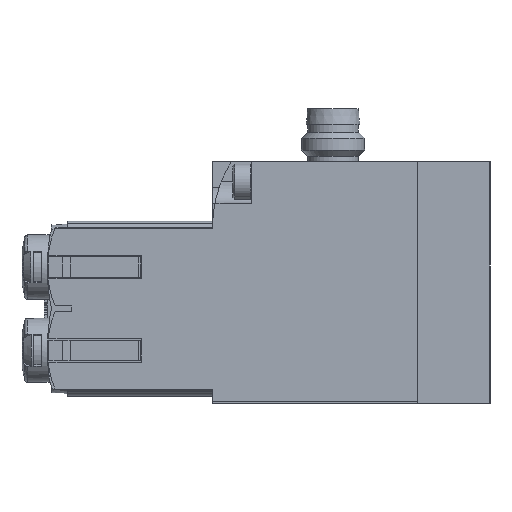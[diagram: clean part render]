
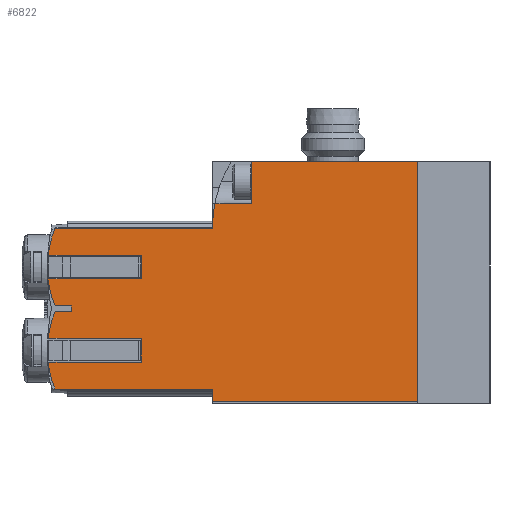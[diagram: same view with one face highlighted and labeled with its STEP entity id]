
A CAD part, left-side view. The second image highlights one B-rep face of the part: STEP entity #6822.
In plain terms, the highlighted planar face has unit normal (-1, 0, 0).
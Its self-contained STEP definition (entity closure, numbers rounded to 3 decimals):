
#170=LINE('',#10856,#699);
#182=LINE('',#10879,#711);
#183=LINE('',#10881,#712);
#184=LINE('',#10885,#713);
#185=LINE('',#10887,#714);
#186=LINE('',#10889,#715);
#187=LINE('',#10893,#716);
#188=LINE('',#10895,#717);
#189=LINE('',#10897,#718);
#190=LINE('',#10901,#719);
#191=LINE('',#10903,#720);
#192=LINE('',#10905,#721);
#193=LINE('',#10909,#722);
#194=LINE('',#10911,#723);
#195=LINE('',#10913,#724);
#196=LINE('',#10915,#725);
#197=LINE('',#10916,#726);
#699=VECTOR('',#8500,1000.);
#711=VECTOR('',#8516,1000.);
#712=VECTOR('',#8517,1000.);
#713=VECTOR('',#8520,1000.);
#714=VECTOR('',#8521,1000.);
#715=VECTOR('',#8522,1000.);
#716=VECTOR('',#8525,1000.);
#717=VECTOR('',#8526,1000.);
#718=VECTOR('',#8527,1000.);
#719=VECTOR('',#8530,1000.);
#720=VECTOR('',#8531,1000.);
#721=VECTOR('',#8532,1000.);
#722=VECTOR('',#8535,1000.);
#723=VECTOR('',#8536,1000.);
#724=VECTOR('',#8537,1000.);
#725=VECTOR('',#8538,1000.);
#726=VECTOR('',#8539,1000.);
#1195=PLANE('',#7432);
#1928=ORIENTED_EDGE('',*,*,#3585,.F.);
#1929=ORIENTED_EDGE('',*,*,#3564,.F.);
#1930=ORIENTED_EDGE('',*,*,#3586,.F.);
#1931=ORIENTED_EDGE('',*,*,#3587,.F.);
#1932=ORIENTED_EDGE('',*,*,#3588,.F.);
#1933=ORIENTED_EDGE('',*,*,#3589,.F.);
#1934=ORIENTED_EDGE('',*,*,#3590,.F.);
#1935=ORIENTED_EDGE('',*,*,#3591,.F.);
#1936=ORIENTED_EDGE('',*,*,#3592,.F.);
#1937=ORIENTED_EDGE('',*,*,#3593,.F.);
#1938=ORIENTED_EDGE('',*,*,#3594,.F.);
#1939=ORIENTED_EDGE('',*,*,#3595,.F.);
#1940=ORIENTED_EDGE('',*,*,#3596,.F.);
#1941=ORIENTED_EDGE('',*,*,#3597,.F.);
#1942=ORIENTED_EDGE('',*,*,#3598,.F.);
#1943=ORIENTED_EDGE('',*,*,#3599,.F.);
#1944=ORIENTED_EDGE('',*,*,#3600,.F.);
#1945=ORIENTED_EDGE('',*,*,#3601,.F.);
#1946=ORIENTED_EDGE('',*,*,#3602,.F.);
#1947=ORIENTED_EDGE('',*,*,#3603,.F.);
#1948=ORIENTED_EDGE('',*,*,#3573,.F.);
#1949=ORIENTED_EDGE('',*,*,#3604,.F.);
#3564=EDGE_CURVE('',#4464,#4465,#5074,.T.);
#3573=EDGE_CURVE('',#4472,#4473,#170,.T.);
#3585=EDGE_CURVE('',#4465,#4482,#182,.T.);
#3586=EDGE_CURVE('',#4483,#4464,#183,.T.);
#3587=EDGE_CURVE('',#4484,#4483,#5077,.T.);
#3588=EDGE_CURVE('',#4485,#4484,#184,.T.);
#3589=EDGE_CURVE('',#4486,#4485,#185,.T.);
#3590=EDGE_CURVE('',#4487,#4486,#186,.T.);
#3591=EDGE_CURVE('',#4488,#4487,#5078,.T.);
#3592=EDGE_CURVE('',#4489,#4488,#187,.T.);
#3593=EDGE_CURVE('',#4490,#4489,#188,.T.);
#3594=EDGE_CURVE('',#4491,#4490,#189,.T.);
#3595=EDGE_CURVE('',#4492,#4491,#5079,.T.);
#3596=EDGE_CURVE('',#4493,#4492,#190,.T.);
#3597=EDGE_CURVE('',#4494,#4493,#191,.T.);
#3598=EDGE_CURVE('',#4495,#4494,#192,.T.);
#3599=EDGE_CURVE('',#4496,#4495,#5080,.T.);
#3600=EDGE_CURVE('',#4497,#4496,#193,.T.);
#3601=EDGE_CURVE('',#4498,#4497,#194,.T.);
#3602=EDGE_CURVE('',#4499,#4498,#195,.T.);
#3603=EDGE_CURVE('',#4473,#4499,#196,.T.);
#3604=EDGE_CURVE('',#4482,#4472,#197,.T.);
#4464=VERTEX_POINT('',#10833);
#4465=VERTEX_POINT('',#10835);
#4472=VERTEX_POINT('',#10855);
#4473=VERTEX_POINT('',#10857);
#4482=VERTEX_POINT('',#10880);
#4483=VERTEX_POINT('',#10882);
#4484=VERTEX_POINT('',#10884);
#4485=VERTEX_POINT('',#10886);
#4486=VERTEX_POINT('',#10888);
#4487=VERTEX_POINT('',#10890);
#4488=VERTEX_POINT('',#10892);
#4489=VERTEX_POINT('',#10894);
#4490=VERTEX_POINT('',#10896);
#4491=VERTEX_POINT('',#10898);
#4492=VERTEX_POINT('',#10900);
#4493=VERTEX_POINT('',#10902);
#4494=VERTEX_POINT('',#10904);
#4495=VERTEX_POINT('',#10906);
#4496=VERTEX_POINT('',#10908);
#4497=VERTEX_POINT('',#10910);
#4498=VERTEX_POINT('',#10912);
#4499=VERTEX_POINT('',#10914);
#5074=CIRCLE('',#7427,16.);
#5077=CIRCLE('',#7433,12.5);
#5078=CIRCLE('',#7434,12.5);
#5079=CIRCLE('',#7435,12.5);
#5080=CIRCLE('',#7436,12.5);
#5513=EDGE_LOOP('',(#1928,#1929,#1930,#1931,#1932,#1933,#1934,#1935,#1936,
#1937,#1938,#1939,#1940,#1941,#1942,#1943,#1944,#1945,#1946,#1947,#1948,
#1949));
#6174=FACE_BOUND('',#5513,.T.);
#6822=ADVANCED_FACE('',(#6174),#1195,.F.);
#7427=AXIS2_PLACEMENT_3D('',#10834,#8487,#8488);
#7432=AXIS2_PLACEMENT_3D('',#10878,#8514,#8515);
#7433=AXIS2_PLACEMENT_3D('',#10883,#8518,#8519);
#7434=AXIS2_PLACEMENT_3D('',#10891,#8523,#8524);
#7435=AXIS2_PLACEMENT_3D('',#10899,#8528,#8529);
#7436=AXIS2_PLACEMENT_3D('',#10907,#8533,#8534);
#8487=DIRECTION('',(1.,0.,0.));
#8488=DIRECTION('',(0.,0.,-1.));
#8500=DIRECTION('',(0.,-1.,0.));
#8514=DIRECTION('',(1.,0.,0.));
#8515=DIRECTION('',(0.,0.,-1.));
#8516=DIRECTION('',(0.,-1.,0.));
#8517=DIRECTION('',(0.,-1.,0.));
#8518=DIRECTION('',(1.,0.,0.));
#8519=DIRECTION('',(0.,0.,-1.));
#8520=DIRECTION('',(0.,1.,0.));
#8521=DIRECTION('',(0.,0.,1.));
#8522=DIRECTION('',(0.,-1.,0.));
#8523=DIRECTION('',(1.,0.,0.));
#8524=DIRECTION('',(0.,0.,-1.));
#8525=DIRECTION('',(0.,1.,0.));
#8526=DIRECTION('',(0.,0.,1.));
#8527=DIRECTION('',(0.,-1.,0.));
#8528=DIRECTION('',(1.,0.,0.));
#8529=DIRECTION('',(0.,0.,-1.));
#8530=DIRECTION('',(0.,1.,0.));
#8531=DIRECTION('',(0.,0.,1.));
#8532=DIRECTION('',(0.,-1.,0.));
#8533=DIRECTION('',(1.,0.,0.));
#8534=DIRECTION('',(0.,0.,-1.));
#8535=DIRECTION('',(0.,1.,0.));
#8536=DIRECTION('',(0.,0.,1.));
#8537=DIRECTION('',(0.,1.,0.));
#8538=DIRECTION('',(0.,0.,-1.));
#8539=DIRECTION('',(0.,0.,1.));
#10833=CARTESIAN_POINT('',(0.,25.9,6.7));
#10834=CARTESIAN_POINT('',(0.,9.9,6.704));
#10835=CARTESIAN_POINT('',(0.,25.598,9.8));
#10855=CARTESIAN_POINT('',(0.,21.,15.1));
#10856=CARTESIAN_POINT('',(0.,23.52,15.1));
#10857=CARTESIAN_POINT('',(0.,0.,15.1));
#10878=CARTESIAN_POINT('',(0.,9.9,6.704));
#10879=CARTESIAN_POINT('',(0.,9.9,9.8));
#10880=CARTESIAN_POINT('',(0.,21.,9.8));
#10881=CARTESIAN_POINT('',(0.,45.75,6.7));
#10882=CARTESIAN_POINT('',(0.,45.75,6.7));
#10883=CARTESIAN_POINT('',(0.,34.25,1.8));
#10884=CARTESIAN_POINT('',(0.,46.66,3.3));
#10885=CARTESIAN_POINT('',(0.,34.9,3.3));
#10886=CARTESIAN_POINT('',(0.,34.9,3.3));
#10887=CARTESIAN_POINT('',(0.,34.9,0.3));
#10888=CARTESIAN_POINT('',(0.,34.9,0.3));
#10889=CARTESIAN_POINT('',(0.,46.66,0.3));
#10890=CARTESIAN_POINT('',(0.,46.66,0.3));
#10891=CARTESIAN_POINT('',(0.,34.25,1.8));
#10892=CARTESIAN_POINT('',(0.,45.75,-3.1));
#10893=CARTESIAN_POINT('',(0.,43.72,-3.1));
#10894=CARTESIAN_POINT('',(0.,43.72,-3.1));
#10895=CARTESIAN_POINT('',(0.,43.72,-3.8));
#10896=CARTESIAN_POINT('',(0.,43.72,-3.8));
#10897=CARTESIAN_POINT('',(0.,45.75,-3.8));
#10898=CARTESIAN_POINT('',(0.,45.75,-3.8));
#10899=CARTESIAN_POINT('',(0.,34.25,-8.7));
#10900=CARTESIAN_POINT('',(0.,46.66,-7.2));
#10901=CARTESIAN_POINT('',(0.,34.9,-7.2));
#10902=CARTESIAN_POINT('',(0.,34.9,-7.2));
#10903=CARTESIAN_POINT('',(0.,34.9,-10.2));
#10904=CARTESIAN_POINT('',(0.,34.9,-10.2));
#10905=CARTESIAN_POINT('',(0.,46.66,-10.2));
#10906=CARTESIAN_POINT('',(0.,46.66,-10.2));
#10907=CARTESIAN_POINT('',(0.,34.25,-8.7));
#10908=CARTESIAN_POINT('',(0.,45.75,-13.6));
#10909=CARTESIAN_POINT('',(0.,25.9,-13.6));
#10910=CARTESIAN_POINT('',(0.,25.9,-13.6));
#10911=CARTESIAN_POINT('',(0.,25.9,-15.1));
#10912=CARTESIAN_POINT('',(0.,25.9,-15.1));
#10913=CARTESIAN_POINT('',(0.,0.,-15.1));
#10914=CARTESIAN_POINT('',(0.,0.,-15.1));
#10915=CARTESIAN_POINT('',(0.,0.,15.1));
#10916=CARTESIAN_POINT('',(0.,21.,6.704));
